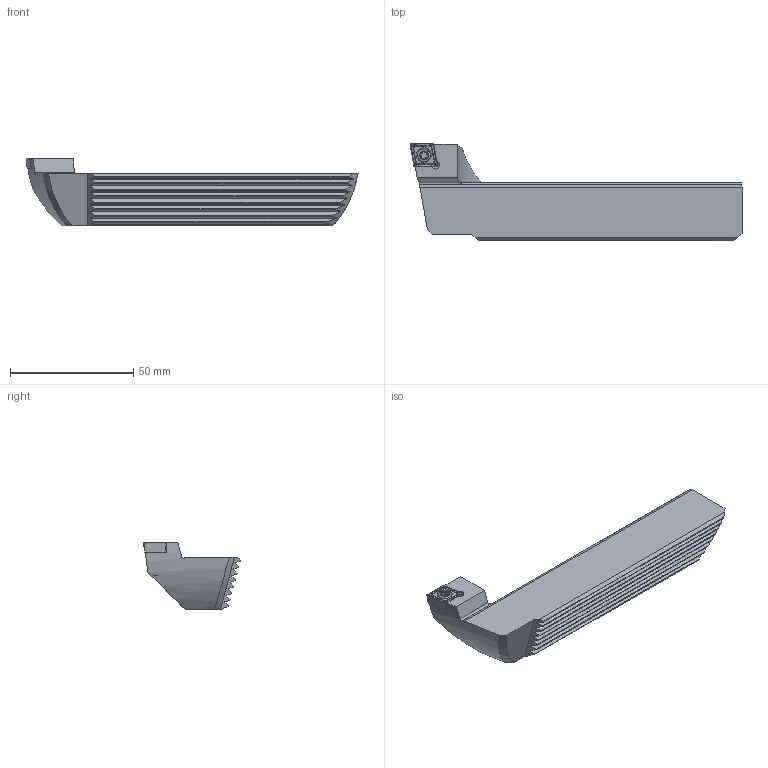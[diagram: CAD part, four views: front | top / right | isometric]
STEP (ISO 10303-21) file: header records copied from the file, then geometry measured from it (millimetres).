
FILE_DESCRIPTION (( 'STEP AP203' ), '1' );
FILE_NAME ('F00.WCB.136.001.STEP', '2018-03-06T07:52:54', ( 'SWIAdmin' ), ( 'Hewlett-Packard Company' ), 'SwSTEP 2.0', 'SolidWorks 2017', '' );
FILE_SCHEMA (( 'CONFIG_CONTROL_DESIGN' ));
Length unit declared in the file: millimetre
Products named in the file (4): WCB-ER2.001.009_A; CCMT09T304; F00.WCB.136.001; F00-WCB.136.001_C
Assembly tree (3 placements, depth 2):
  F00.WCB.136.001
    F00-WCB.136.001_C
    WCB-ER2.001.009_A
    CCMT09T304
Bounding box: 134.57 x 39.4 x 27.35 mm (x, y, z)
Volume: 55658.4 mm3; surface area: 13999.7 mm2
Topology: 3 solids, 3 shells, 559 faces, 1421 edges, 926 vertices
Faces by surface type: plane 342, bspline 138, cylinder 39, cone 30, torus 8, sphere 2
Entity records: 24439 total; most frequent: CARTESIAN_POINT 11691, ORIENTED_EDGE 2818, DIRECTION 1976, EDGE_CURVE 1409, LINE 948, VECTOR 948, VERTEX_POINT 926, EDGE_LOOP 631
